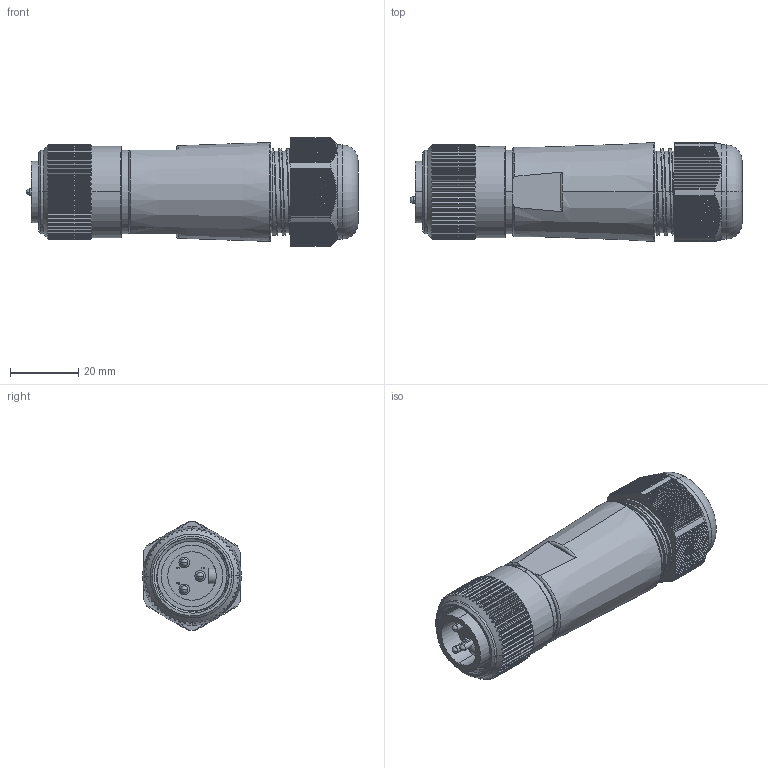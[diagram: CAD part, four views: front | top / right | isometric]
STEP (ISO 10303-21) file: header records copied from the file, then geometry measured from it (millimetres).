
FILE_DESCRIPTION (( 'STEP AP214' ), '1' );
FILE_NAME ('MIN-3MP-FWX.STEP', '2015-08-11T17:31:05', ( 'IT' ), ( '' ), 'SwSTEP 2.0', 'SolidWorks 2015', '' );
FILE_SCHEMA (( 'AUTOMOTIVE_DESIGN' ));
Length unit declared in the file: millimetre
Products named in the file (1): MIN-3MP-FWX
Bounding box: 97.55 x 29.06 x 31.9 mm (x, y, z)
Volume: 53585.7 mm3; surface area: 15910.9 mm2
Topology: 1 solids, 1 shells, 1081 faces, 3160 edges, 2088 vertices
Faces by surface type: plane 669, cylinder 339, bspline 27, torus 21, cone 19, sphere 6
Entity records: 53897 total; most frequent: CARTESIAN_POINT 15762, ORIENTED_EDGE 6308, DIRECTION 4276, EDGE_CURVE 3154, VERTEX_POINT 2088, VECTOR 1574, LINE 1574, AXIS2_PLACEMENT_3D 1351
